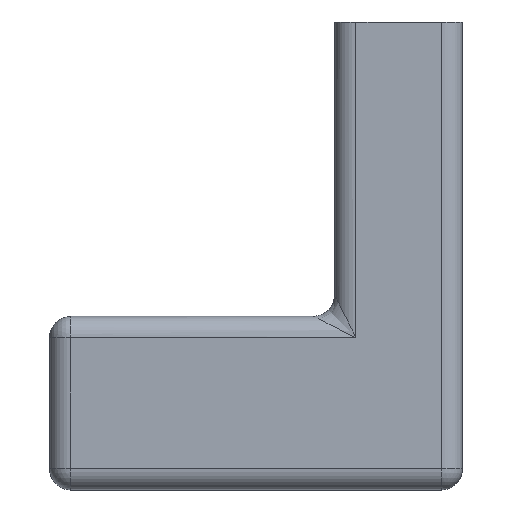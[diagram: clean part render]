
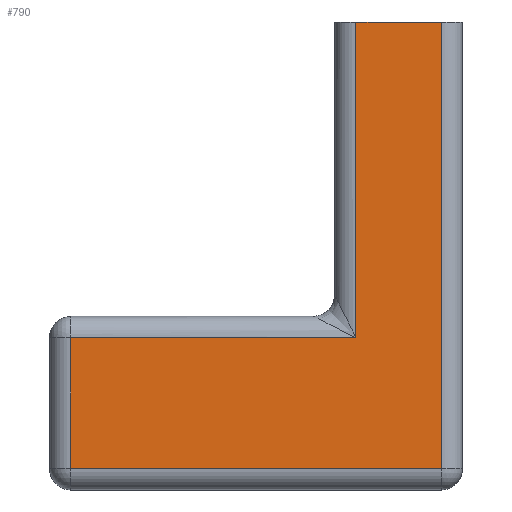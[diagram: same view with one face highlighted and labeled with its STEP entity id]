
A CAD part, top view. The second image highlights one B-rep face of the part: STEP entity #790.
In plain terms, the highlighted planar face has unit normal (0, 0, 1).
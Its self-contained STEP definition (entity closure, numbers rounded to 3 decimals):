
#5 = DIRECTION ( 'NONE',  ( 1., 0., 0. ) ) ;
#31 = EDGE_CURVE ( 'NONE', #198, #56, #197, .T. ) ;
#47 = VERTEX_POINT ( 'NONE', #512 ) ;
#48 = VECTOR ( 'NONE', #826, 1000. ) ;
#50 = VECTOR ( 'NONE', #604, 1000. ) ;
#55 = EDGE_CURVE ( 'NONE', #569, #809, #209, .T. ) ;
#56 = VERTEX_POINT ( 'NONE', #599 ) ;
#78 = DIRECTION ( 'NONE',  ( 0., 0., 1. ) ) ;
#110 = CARTESIAN_POINT ( 'NONE',  ( 34.8, 56.15, 13. ) ) ;
#140 = LINE ( 'NONE', #463, #387 ) ;
#143 = CARTESIAN_POINT ( 'NONE',  ( 0., 0., 13. ) ) ;
#197 = LINE ( 'NONE', #685, #765 ) ;
#198 = VERTEX_POINT ( 'NONE', #326 ) ;
#209 = LINE ( 'NONE', #517, #50 ) ;
#231 = CARTESIAN_POINT ( 'NONE',  ( 0., 0., 13. ) ) ;
#251 = VECTOR ( 'NONE', #252, 1000. ) ;
#252 = DIRECTION ( 'NONE',  ( 0., -1., 0. ) ) ;
#326 = CARTESIAN_POINT ( 'NONE',  ( 26.8, 41.975, 13. ) ) ;
#360 = ORIENTED_EDGE ( 'NONE', *, *, #31, .F. ) ;
#375 = ORIENTED_EDGE ( 'NONE', *, *, #55, .T. ) ;
#378 = CARTESIAN_POINT ( 'NONE',  ( 0., 12.3, 13. ) ) ;
#387 = VECTOR ( 'NONE', #875, 1000. ) ;
#389 = DIRECTION ( 'NONE',  ( 1., 0., 0. ) ) ;
#393 = CARTESIAN_POINT ( 'NONE',  ( 0., 0., 13. ) ) ;
#454 = LINE ( 'NONE', #378, #554 ) ;
#463 = CARTESIAN_POINT ( 'NONE',  ( 26.8, 14.3, 13. ) ) ;
#464 = VERTEX_POINT ( 'NONE', #624 ) ;
#480 = EDGE_CURVE ( 'NONE', #464, #47, #454, .T. ) ;
#498 = EDGE_CURVE ( 'NONE', #198, #464, #140, .T. ) ;
#512 = CARTESIAN_POINT ( 'NONE',  ( 0., 12.3, 13. ) ) ;
#517 = CARTESIAN_POINT ( 'NONE',  ( 36.8, 0., 13. ) ) ;
#529 = EDGE_LOOP ( 'NONE', ( #778, #360, #750, #994, #650, #375 ) ) ;
#537 = EDGE_CURVE ( 'NONE', #47, #569, #567, .T. ) ;
#539 = AXIS2_PLACEMENT_3D ( 'NONE', #143, #78, #5 ) ;
#554 = VECTOR ( 'NONE', #781, 1000. ) ;
#567 = LINE ( 'NONE', #231, #251 ) ;
#569 = VERTEX_POINT ( 'NONE', #393 ) ;
#599 = CARTESIAN_POINT ( 'NONE',  ( 34.8, 41.975, 13. ) ) ;
#604 = DIRECTION ( 'NONE',  ( 1., 0., 0. ) ) ;
#624 = CARTESIAN_POINT ( 'NONE',  ( 26.8, 12.3, 13. ) ) ;
#633 = PLANE ( 'NONE',  #539 ) ;
#650 = ORIENTED_EDGE ( 'NONE', *, *, #537, .T. ) ;
#685 = CARTESIAN_POINT ( 'NONE',  ( 26.8, 41.975, 13. ) ) ;
#750 = ORIENTED_EDGE ( 'NONE', *, *, #498, .T. ) ;
#765 = VECTOR ( 'NONE', #389, 1000. ) ;
#778 = ORIENTED_EDGE ( 'NONE', *, *, #1046, .T. ) ;
#781 = DIRECTION ( 'NONE',  ( -1., 0., 0. ) ) ;
#790 = ADVANCED_FACE ( 'NONE', ( #874 ), #633, .T. ) ;
#809 = VERTEX_POINT ( 'NONE', #1042 ) ;
#826 = DIRECTION ( 'NONE',  ( 0., 1., 0. ) ) ;
#831 = LINE ( 'NONE', #110, #48 ) ;
#874 = FACE_OUTER_BOUND ( 'NONE', #529, .T. ) ;
#875 = DIRECTION ( 'NONE',  ( 0., -1., 0. ) ) ;
#994 = ORIENTED_EDGE ( 'NONE', *, *, #480, .T. ) ;
#1042 = CARTESIAN_POINT ( 'NONE',  ( 34.8, 0., 13. ) ) ;
#1046 = EDGE_CURVE ( 'NONE', #809, #56, #831, .T. ) ;
